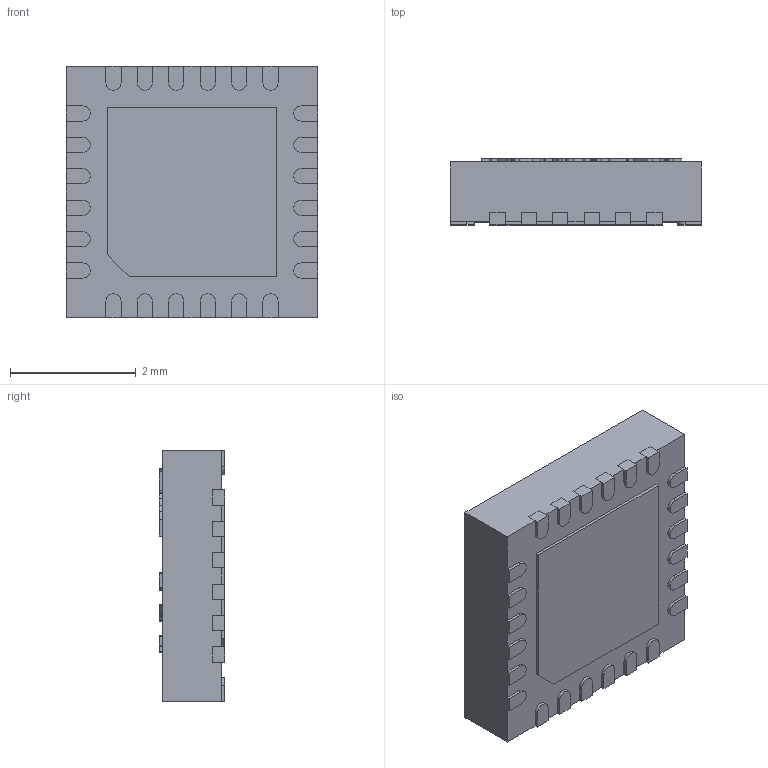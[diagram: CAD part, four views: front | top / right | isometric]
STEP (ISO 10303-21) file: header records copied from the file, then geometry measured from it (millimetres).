
FILE_DESCRIPTION(/* description */ ('STEP AP214'),/* implementation_level */ '2;1');
FILE_NAME(/* name */ 'METUPowerLab_CircuitPrtections_MultipleProtectors_24-VFQFN-TPS26631RGER_.step',/* time_stamp */ '2025-06-09T00:40:05+03:00',/* author */ (''),/* organization */ (''),/* preprocessor_version */ 'ST-DEVELOPER v20.1',/* originating_system */ 'Autodesk Translation Framework v14.10.0.0',/* authorisation */ '');
FILE_SCHEMA (('AUTOMOTIVE_DESIGN { 1 0 10303 214 3 1 1 }'));
Length unit declared in the file: millimetre
Products named in the file (1): BQ24296MRGER
Bounding box: 4 x 1.05 x 4 mm (x, y, z)
Volume: 15.7 mm3; surface area: 80.7 mm2
Topology: 27 solids, 27 shells, 1354 faces, 3750 edges, 2500 vertices
Faces by surface type: bspline 661, plane 643, cylinder 50
Full cylindrical faces by diameter (mm): 0.4 x2
Entity records: 48027 total; most frequent: CARTESIAN_POINT 18236, ORIENTED_EDGE 7500, DIRECTION 3907, EDGE_CURVE 3750, VERTEX_POINT 2500, LINE 2319, VECTOR 2319, EDGE_LOOP 1404
